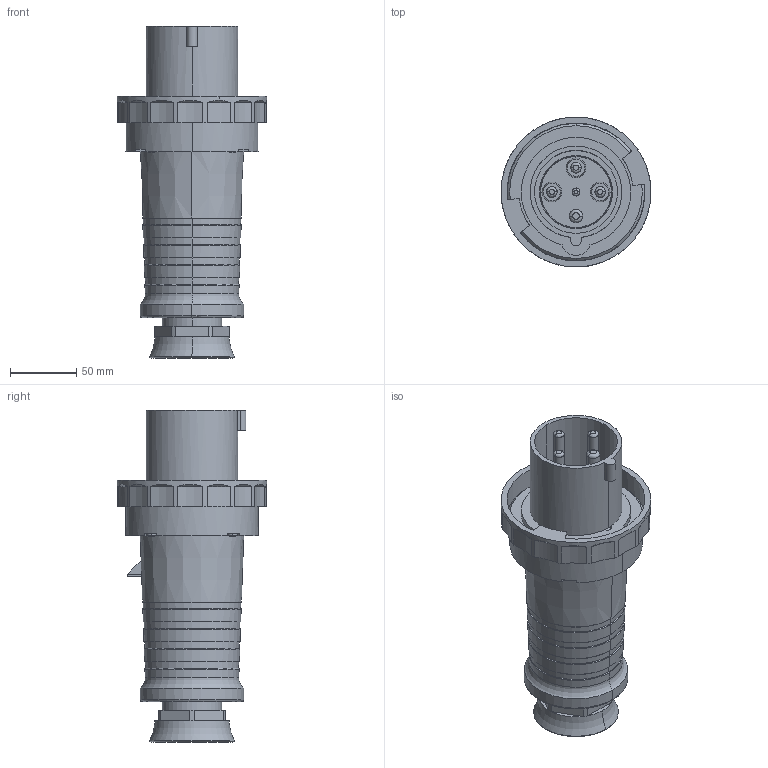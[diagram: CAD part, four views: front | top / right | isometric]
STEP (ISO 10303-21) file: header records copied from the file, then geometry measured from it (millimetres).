
FILE_DESCRIPTION((''),'2;1');
FILE_NAME('81382_3D-SIMPLIFIED_ASM','2023-03-24T15:22:21',('theo.robert.ext'),(''),'CREO PARAMETRIC BY PTC INC, 2018260','CREO PARAMETRIC BY PTC INC, 2018260','');
FILE_SCHEMA(('CONFIG_CONTROL_DESIGN'));
Length unit declared in the file: millimetre
Products named in the file (13): PRT0001; PRT0002; PRT0003; PRT0004; PRT0005; PRT0006; PRT0007; PRT0008; PRT0009; PRT0010; PRT0011; PRT0012; 81382_3D-SIMPLIFIED_ASM
Assembly tree (19 placements, depth 2):
  81382_3D-SIMPLIFIED_ASM
    PRT0001
    PRT0002
    PRT0003
    PRT0004
    PRT0005
    PRT0006
    PRT0007
    PRT0008
    PRT0009
    PRT0010  x4
    PRT0011  x4
    PRT0012  x2
Bounding box: 112.98 x 112.98 x 250.2 mm (x, y, z)
Volume: 505369.5 mm3; surface area: 228060.5 mm2
Topology: 19 solids, 19 shells, 702 faces, 1902 edges, 1278 vertices
Faces by surface type: plane 314, cylinder 257, cone 64, torus 41, sphere 16, bspline 10
Entity records: 20763 total; most frequent: CARTESIAN_POINT 4484, DIRECTION 3642, ORIENTED_EDGE 3268, EDGE_CURVE 1634, AXIS2_PLACEMENT_3D 1492, VERTEX_POINT 1100, CIRCLE 868, EDGE_LOOP 692
